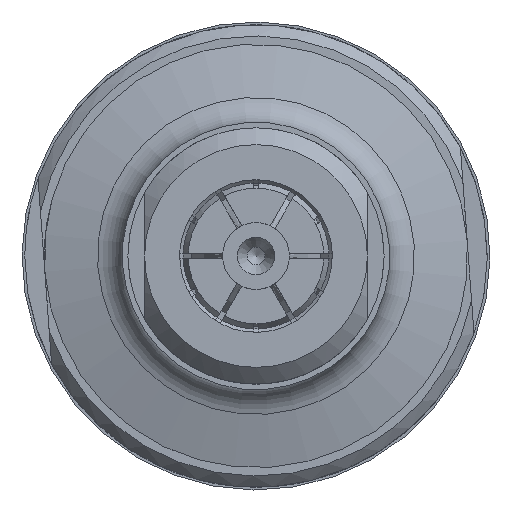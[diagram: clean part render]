
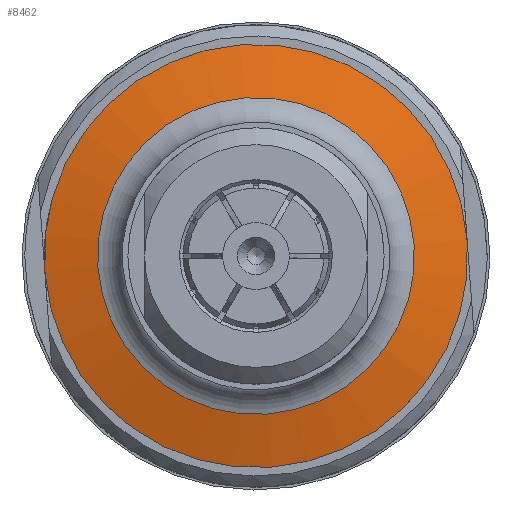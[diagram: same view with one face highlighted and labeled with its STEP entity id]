
A CAD part, left-side view. The second image highlights one B-rep face of the part: STEP entity #8462.
In plain terms, the highlighted conical face has half-angle 75 degrees and reference radius 16.612 mm.
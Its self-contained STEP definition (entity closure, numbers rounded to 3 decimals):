
#8428=CARTESIAN_POINT('',(-122.28,13.687,3.869));
#8429=VERTEX_POINT('',#8428);
#8430=CARTESIAN_POINT('',(-122.28,0.,0.));
#8431=DIRECTION('',(1.0,0.,0.));
#8432=DIRECTION('',(0.,0.962,0.272));
#8433=AXIS2_PLACEMENT_3D('',#8430,#8431,#8432);
#8434=CIRCLE('',#8433,14.224);
#8435=EDGE_CURVE('',#8429,#8429,#8434,.T.);
#8443=CARTESIAN_POINT('',(-121.64,0.,0.));
#8444=DIRECTION('',(1.0,0.,0.));
#8445=DIRECTION('',(0.,0.962,0.272));
#8446=AXIS2_PLACEMENT_3D('',#8443,#8444,#8445);
#8447=CONICAL_SURFACE('',#8446,16.612,75.);
#8448=CARTESIAN_POINT('',(-121.,18.283,5.169));
#8449=VERTEX_POINT('',#8448);
#8450=CARTESIAN_POINT('',(-121.,0.,0.));
#8451=DIRECTION('',(1.0,0.,0.));
#8452=DIRECTION('',(0.,0.962,0.272));
#8453=AXIS2_PLACEMENT_3D('',#8450,#8451,#8452);
#8454=CIRCLE('',#8453,19.);
#8455=EDGE_CURVE('',#8449,#8449,#8454,.T.);
#8456=ORIENTED_EDGE('',*,*,#8455,.F.);
#8457=EDGE_LOOP('',(#8456));
#8458=FACE_OUTER_BOUND('',#8457,.T.);
#8459=ORIENTED_EDGE('',*,*,#8435,.T.);
#8460=EDGE_LOOP('',(#8459));
#8461=FACE_BOUND('',#8460,.T.);
#8462=ADVANCED_FACE('',(#8458,#8461),#8447,.T.);
